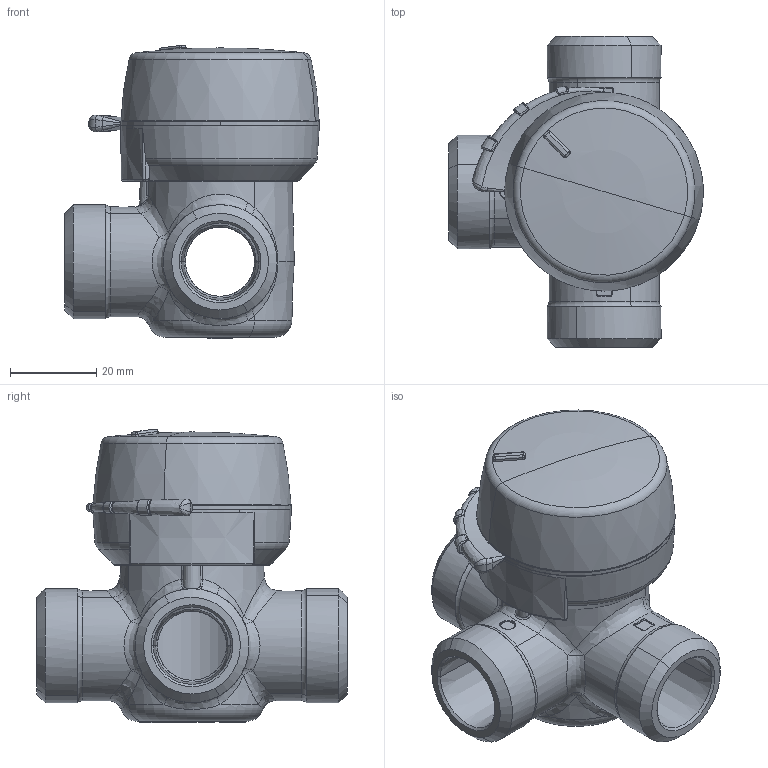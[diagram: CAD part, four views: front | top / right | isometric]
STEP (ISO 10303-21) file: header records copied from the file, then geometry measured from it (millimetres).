
FILE_DESCRIPTION(('CATIA V5 STEP Exchange'),'2;1');
FILE_NAME('7050s2.stp','2008-06-12T10:28:36+00:00',('none'),('none'),'CATIA Version 5 Release 16 (IN-10)','CATIA V5 STEP AP214','none');
FILE_SCHEMA(('AUTOMOTIVE_DESIGN { 1 0 10303 214 1 1 1 1 }'));
Length unit declared in the file: millimetre
Products named in the file (5): VRG X32 DN15; 7000-02; 7034-01; 7040-01; 7039-01
Assembly tree (4 placements, depth 2):
  VRG X32 DN15
    7000-02
    7034-01
    7040-01
    7039-01
Bounding box: 59 x 72 x 67.87 mm (x, y, z)
Volume: 53340.7 mm3; surface area: 43224 mm2
Topology: 5 solids, 5 shells, 937 faces, 2478 edges, 1568 vertices
Faces by surface type: plane 351, cylinder 205, bspline 142, cone 121, torus 65, revolution 22, sphere 21, extrusion 10
Entity records: 36823 total; most frequent: CARTESIAN_POINT 16807, ORIENTED_EDGE 4916, DIRECTION 2752, EDGE_CURVE 2417, VERTEX_POINT 1537, AXIS2_PLACEMENT_3D 1163, VECTOR 1047, LINE 1037
